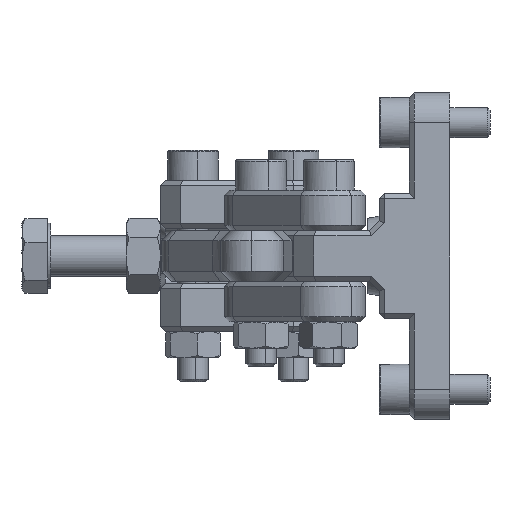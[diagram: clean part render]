
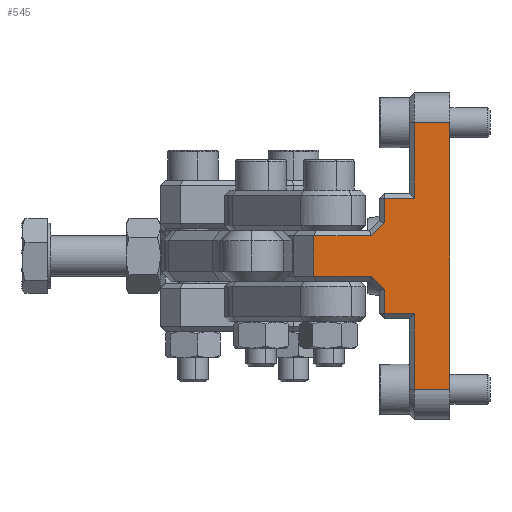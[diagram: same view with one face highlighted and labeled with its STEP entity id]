
A CAD part, left-side view. The second image highlights one B-rep face of the part: STEP entity #545.
In plain terms, the highlighted free-form (B-spline) face has degree [1, 1] with [2, 2] control points.
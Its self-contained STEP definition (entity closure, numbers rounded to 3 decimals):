
#545 = ADVANCED_FACE('',(#546),#646,.F.);
#546 = FACE_BOUND('',#547,.T.);
#547 = EDGE_LOOP('',(#548,#557,#564,#571,#578,#585,#592,#599,#606,#613,
    #620,#627,#634,#641));
#548 = ORIENTED_EDGE('',*,*,#549,.T.);
#549 = EDGE_CURVE('',#550,#552,#554,.T.);
#550 = VERTEX_POINT('',#551);
#551 = CARTESIAN_POINT('',(-33.799,6.76,
    -15.547));
#552 = VERTEX_POINT('',#553);
#553 = CARTESIAN_POINT('',(-33.799,-1.352,
    -15.547));
#554 = B_SPLINE_CURVE_WITH_KNOTS('',1,(#555,#556),.UNSPECIFIED.,.F.,.F.,
  (2,2),(-5.,1.),.PIECEWISE_BEZIER_KNOTS.);
#555 = CARTESIAN_POINT('',(-33.799,6.76,
    -15.547));
#556 = CARTESIAN_POINT('',(-33.799,-1.352,
    -15.547));
#557 = ORIENTED_EDGE('',*,*,#558,.T.);
#558 = EDGE_CURVE('',#552,#559,#561,.T.);
#559 = VERTEX_POINT('',#560);
#560 = CARTESIAN_POINT('',(-33.799,-1.352,
    -35.827));
#561 = B_SPLINE_CURVE_WITH_KNOTS('',1,(#562,#563),.UNSPECIFIED.,.F.,.F.,
  (2,2),(24.,39.),.PIECEWISE_BEZIER_KNOTS.);
#562 = CARTESIAN_POINT('',(-33.799,-1.352,
    -15.547));
#563 = CARTESIAN_POINT('',(-33.799,-1.352,
    -35.827));
#564 = ORIENTED_EDGE('',*,*,#565,.T.);
#565 = EDGE_CURVE('',#559,#566,#568,.T.);
#566 = VERTEX_POINT('',#567);
#567 = CARTESIAN_POINT('',(-33.799,-10.816,
    -35.827));
#568 = B_SPLINE_CURVE_WITH_KNOTS('',1,(#569,#570),.UNSPECIFIED.,.F.,.F.,
  (2,2),(1.,8.),.PIECEWISE_BEZIER_KNOTS.);
#569 = CARTESIAN_POINT('',(-33.799,-1.352,
    -35.827));
#570 = CARTESIAN_POINT('',(-33.799,-10.816,
    -35.827));
#571 = ORIENTED_EDGE('',*,*,#572,.T.);
#572 = EDGE_CURVE('',#566,#573,#575,.T.);
#573 = VERTEX_POINT('',#574);
#574 = CARTESIAN_POINT('',(-33.799,-10.816,
    35.827));
#575 = B_SPLINE_CURVE_WITH_KNOTS('',1,(#576,#577),.UNSPECIFIED.,.F.,.F.,
  (2,2),(6.,59.),.PIECEWISE_BEZIER_KNOTS.);
#576 = CARTESIAN_POINT('',(-33.799,-10.816,
    -35.827));
#577 = CARTESIAN_POINT('',(-33.799,-10.816,
    35.827));
#578 = ORIENTED_EDGE('',*,*,#579,.T.);
#579 = EDGE_CURVE('',#573,#580,#582,.T.);
#580 = VERTEX_POINT('',#581);
#581 = CARTESIAN_POINT('',(-33.799,-1.352,
    35.827));
#582 = B_SPLINE_CURVE_WITH_KNOTS('',1,(#583,#584),.UNSPECIFIED.,.F.,.F.,
  (2,2),(-8.,-1.),.PIECEWISE_BEZIER_KNOTS.);
#583 = CARTESIAN_POINT('',(-33.799,-10.816,
    35.827));
#584 = CARTESIAN_POINT('',(-33.799,-1.352,
    35.827));
#585 = ORIENTED_EDGE('',*,*,#586,.T.);
#586 = EDGE_CURVE('',#580,#587,#589,.T.);
#587 = VERTEX_POINT('',#588);
#588 = CARTESIAN_POINT('',(-33.799,-1.352,
    15.547));
#589 = B_SPLINE_CURVE_WITH_KNOTS('',1,(#590,#591),.UNSPECIFIED.,.F.,.F.,
  (2,2),(-14.,1.),.PIECEWISE_BEZIER_KNOTS.);
#590 = CARTESIAN_POINT('',(-33.799,-1.352,
    35.827));
#591 = CARTESIAN_POINT('',(-33.799,-1.352,
    15.547));
#592 = ORIENTED_EDGE('',*,*,#593,.T.);
#593 = EDGE_CURVE('',#587,#594,#596,.T.);
#594 = VERTEX_POINT('',#595);
#595 = CARTESIAN_POINT('',(-33.799,6.76,
    15.547));
#596 = B_SPLINE_CURVE_WITH_KNOTS('',1,(#597,#598),.UNSPECIFIED.,.F.,.F.,
  (2,2),(-7.,-1.),.PIECEWISE_BEZIER_KNOTS.);
#597 = CARTESIAN_POINT('',(-33.799,-1.352,
    15.547));
#598 = CARTESIAN_POINT('',(-33.799,6.76,
    15.547));
#599 = ORIENTED_EDGE('',*,*,#600,.T.);
#600 = EDGE_CURVE('',#594,#601,#603,.T.);
#601 = VERTEX_POINT('',#602);
#602 = CARTESIAN_POINT('',(-33.799,6.76,8.904
    ));
#603 = B_SPLINE_CURVE_WITH_KNOTS('',1,(#604,#605),.UNSPECIFIED.,.F.,.F.,
  (2,2),(1.,5.914),.PIECEWISE_BEZIER_KNOTS.);
#604 = CARTESIAN_POINT('',(-33.799,6.76,
    15.547));
#605 = CARTESIAN_POINT('',(-33.799,6.76,8.904
    ));
#606 = ORIENTED_EDGE('',*,*,#607,.T.);
#607 = EDGE_CURVE('',#601,#608,#610,.T.);
#608 = VERTEX_POINT('',#609);
#609 = CARTESIAN_POINT('',(-33.799,10.256,
    5.408));
#610 = B_SPLINE_CURVE_WITH_KNOTS('',1,(#611,#612),.UNSPECIFIED.,.F.,.F.,
  (2,2),(7.718,11.374),.PIECEWISE_BEZIER_KNOTS.);
#611 = CARTESIAN_POINT('',(-33.799,6.76,8.904
    ));
#612 = CARTESIAN_POINT('',(-33.799,10.256,
    5.408));
#613 = ORIENTED_EDGE('',*,*,#614,.T.);
#614 = EDGE_CURVE('',#608,#615,#617,.T.);
#615 = VERTEX_POINT('',#616);
#616 = CARTESIAN_POINT('',(-33.799,25.687,
    5.408));
#617 = B_SPLINE_CURVE_WITH_KNOTS('',1,(#618,#619),.UNSPECIFIED.,.F.,.F.,
  (2,2),(7.586,19.),.PIECEWISE_BEZIER_KNOTS.);
#618 = CARTESIAN_POINT('',(-33.799,10.256,
    5.408));
#619 = CARTESIAN_POINT('',(-33.799,25.687,
    5.408));
#620 = ORIENTED_EDGE('',*,*,#621,.T.);
#621 = EDGE_CURVE('',#615,#622,#624,.T.);
#622 = VERTEX_POINT('',#623);
#623 = CARTESIAN_POINT('',(-33.799,25.687,
    -5.408));
#624 = B_SPLINE_CURVE_WITH_KNOTS('',1,(#625,#626),.UNSPECIFIED.,.F.,.F.,
  (2,2),(8.5,16.5),.PIECEWISE_BEZIER_KNOTS.);
#625 = CARTESIAN_POINT('',(-33.799,25.687,
    5.408));
#626 = CARTESIAN_POINT('',(-33.799,25.687,
    -5.408));
#627 = ORIENTED_EDGE('',*,*,#628,.T.);
#628 = EDGE_CURVE('',#622,#629,#631,.T.);
#629 = VERTEX_POINT('',#630);
#630 = CARTESIAN_POINT('',(-33.799,10.256,
    -5.408));
#631 = B_SPLINE_CURVE_WITH_KNOTS('',1,(#632,#633),.UNSPECIFIED.,.F.,.F.,
  (2,2),(-19.,-7.586),.PIECEWISE_BEZIER_KNOTS.);
#632 = CARTESIAN_POINT('',(-33.799,25.687,
    -5.408));
#633 = CARTESIAN_POINT('',(-33.799,10.256,
    -5.408));
#634 = ORIENTED_EDGE('',*,*,#635,.T.);
#635 = EDGE_CURVE('',#629,#636,#638,.T.);
#636 = VERTEX_POINT('',#637);
#637 = CARTESIAN_POINT('',(-33.799,6.76,
    -8.904));
#638 = B_SPLINE_CURVE_WITH_KNOTS('',1,(#639,#640),.UNSPECIFIED.,.F.,.F.,
  (2,2),(6.303,9.96),.PIECEWISE_BEZIER_KNOTS.);
#639 = CARTESIAN_POINT('',(-33.799,10.256,
    -5.408));
#640 = CARTESIAN_POINT('',(-33.799,6.76,
    -8.904));
#641 = ORIENTED_EDGE('',*,*,#642,.T.);
#642 = EDGE_CURVE('',#636,#550,#643,.T.);
#643 = B_SPLINE_CURVE_WITH_KNOTS('',1,(#644,#645),.UNSPECIFIED.,.F.,.F.,
  (2,2),(19.086,24.),.PIECEWISE_BEZIER_KNOTS.);
#644 = CARTESIAN_POINT('',(-33.799,6.76,
    -8.904));
#645 = CARTESIAN_POINT('',(-33.799,6.76,
    -15.547));
#646 = B_SPLINE_SURFACE_WITH_KNOTS('',1,1,(
    (#647,#648)
    ,(#649,#650
    )),.UNSPECIFIED.,.F.,.F.,.F.,(2,2),(2,2),(-14.,39.),(-8.,19.),
  .PIECEWISE_BEZIER_KNOTS.);
#647 = CARTESIAN_POINT('',(-33.799,-10.816,
    35.827));
#648 = CARTESIAN_POINT('',(-33.799,25.687,
    35.827));
#649 = CARTESIAN_POINT('',(-33.799,-10.816,
    -35.827));
#650 = CARTESIAN_POINT('',(-33.799,25.687,
    -35.827));
